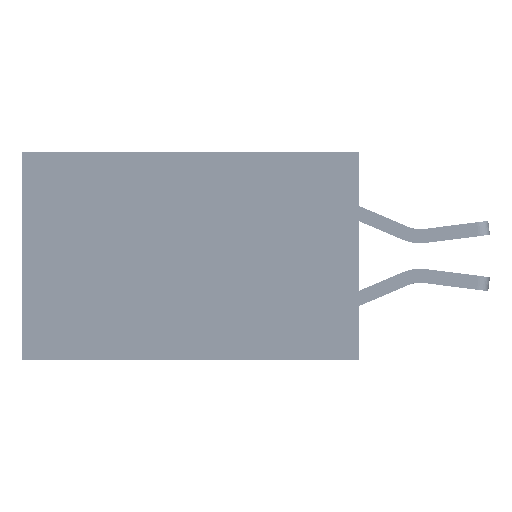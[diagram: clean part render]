
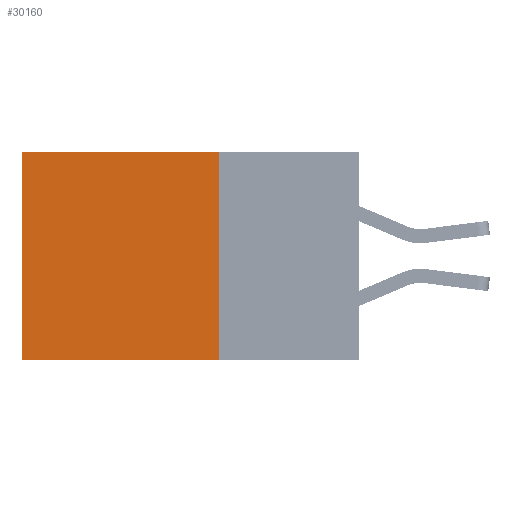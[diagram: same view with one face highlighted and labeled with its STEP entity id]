
A CAD part, left-side view. The second image highlights one B-rep face of the part: STEP entity #30160.
In plain terms, the highlighted planar face has unit normal (-1, 0, 0).
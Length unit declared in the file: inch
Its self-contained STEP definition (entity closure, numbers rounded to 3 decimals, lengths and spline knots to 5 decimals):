
#1150 = PLANE ( 'NONE',  #15839 ) ;
#2906 = CARTESIAN_POINT ( 'NONE',  ( 0.2875, 0.6, 0. ) ) ;
#3150 = VERTEX_POINT ( 'NONE', #21542 ) ;
#3363 = CARTESIAN_POINT ( 'NONE',  ( 0.2875, 0.25, -0.37 ) ) ;
#3664 = ORIENTED_EDGE ( 'NONE', *, *, #21251, .T. ) ;
#3862 = ORIENTED_EDGE ( 'NONE', *, *, #4779, .F. ) ;
#4163 = DIRECTION ( 'NONE',  ( 0., 0., -1. ) ) ;
#4779 = EDGE_CURVE ( 'NONE', #30515, #26178, #19063, .T. ) ;
#6385 = VECTOR ( 'NONE', #27881, 39.37008 ) ;
#7396 = EDGE_CURVE ( 'NONE', #26178, #3150, #25562, .T. ) ;
#7776 = CARTESIAN_POINT ( 'NONE',  ( 0.2875, 0.25, 0. ) ) ;
#10057 = DIRECTION ( 'NONE',  ( 1., 0., 0. ) ) ;
#12177 = EDGE_CURVE ( 'NONE', #37518, #3150, #34724, .T. ) ;
#15839 = AXIS2_PLACEMENT_3D ( 'NONE', #37877, #10057, #25416 ) ;
#16071 = ORIENTED_EDGE ( 'NONE', *, *, #12177, .T. ) ;
#17507 = CARTESIAN_POINT ( 'NONE',  ( 0.2875, 0.25, 0. ) ) ;
#19063 = LINE ( 'NONE', #7776, #20023 ) ;
#20023 = VECTOR ( 'NONE', #4163, 39.37008 ) ;
#21251 = EDGE_CURVE ( 'NONE', #30515, #37518, #29528, .T. ) ;
#21320 = EDGE_LOOP ( 'NONE', ( #16071, #35439, #3862, #3664 ) ) ;
#21372 = VECTOR ( 'NONE', #38890, 39.37008 ) ;
#21542 = CARTESIAN_POINT ( 'NONE',  ( 0.2875, 0.6, -0.37 ) ) ;
#22745 = VECTOR ( 'NONE', #35602, 39.37008 ) ;
#23382 = CARTESIAN_POINT ( 'NONE',  ( 0.2875, 0.25, -0.37 ) ) ;
#25416 = DIRECTION ( 'NONE',  ( 0., 0., -1. ) ) ;
#25562 = LINE ( 'NONE', #3363, #6385 ) ;
#26178 = VERTEX_POINT ( 'NONE', #23382 ) ;
#26440 = CARTESIAN_POINT ( 'NONE',  ( 0.2875, 0.25, 0. ) ) ;
#27881 = DIRECTION ( 'NONE',  ( 0., 1., 0. ) ) ;
#29528 = LINE ( 'NONE', #26440, #21372 ) ;
#30160 = ADVANCED_FACE ( 'NONE', ( #35206 ), #1150, .F. ) ;
#30515 = VERTEX_POINT ( 'NONE', #17507 ) ;
#34724 = LINE ( 'NONE', #38526, #22745 ) ;
#35206 = FACE_OUTER_BOUND ( 'NONE', #21320, .T. ) ;
#35439 = ORIENTED_EDGE ( 'NONE', *, *, #7396, .F. ) ;
#35602 = DIRECTION ( 'NONE',  ( 0., 0., -1. ) ) ;
#37518 = VERTEX_POINT ( 'NONE', #2906 ) ;
#37877 = CARTESIAN_POINT ( 'NONE',  ( 0.2875, 0.25, 0. ) ) ;
#38526 = CARTESIAN_POINT ( 'NONE',  ( 0.2875, 0.6, 0. ) ) ;
#38890 = DIRECTION ( 'NONE',  ( 0., 1., 0. ) ) ;
